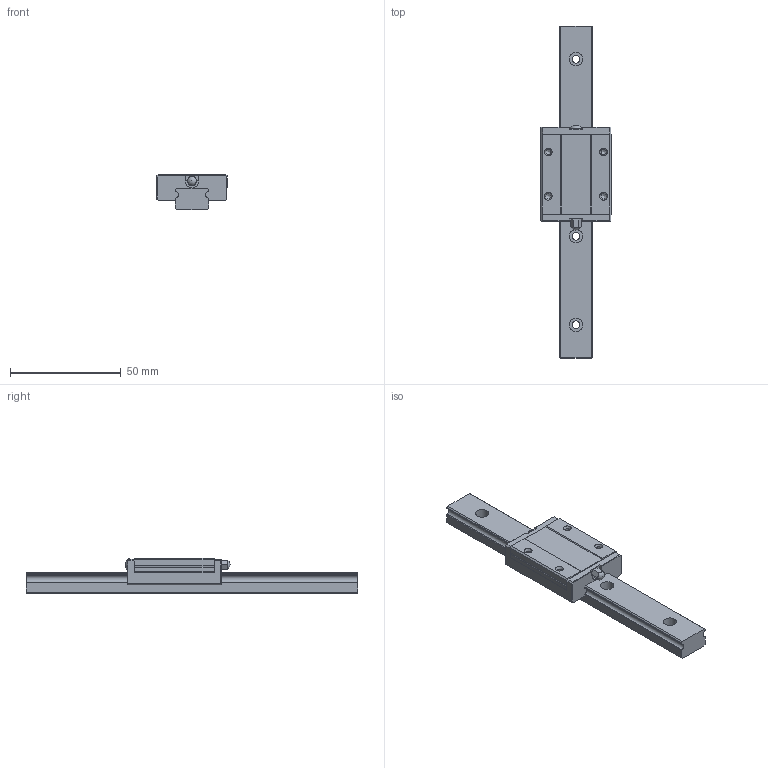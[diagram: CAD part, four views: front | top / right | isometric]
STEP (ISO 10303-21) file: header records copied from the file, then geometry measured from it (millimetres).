
FILE_DESCRIPTION(/* description */ (''),/* implementation_level */ '2;1');
FILE_NAME(/* name */ 'MSC15M-1.stp',/* time_stamp */ '2010-02-25T15:02:23+08:00',/* author */ (''),/* organization */ (''),/* preprocessor_version */ 'ST-DEVELOPER v11',/* originating_system */ 'UGS - NX 5.0',/* authorisation */ '');
FILE_SCHEMA (('CONFIG_CONTROL_DESIGN'));
Length unit declared in the file: millimetre
Products named in the file (1): haywD8D5dtg5
Bounding box: 32 x 150 x 16 mm (x, y, z)
Volume: 32199.6 mm3; surface area: 13280.6 mm2
Topology: 2 solids, 2 shells, 130 faces, 346 edges, 225 vertices
Faces by surface type: plane 92, cylinder 28, cone 8, sphere 2
Full cylindrical faces by diameter (mm): 2.5 x4, 3.5 x4, 5.6 x1, 6 x4
Entity records: 3878 total; most frequent: CARTESIAN_POINT 671, DIRECTION 636, ORIENTED_EDGE 616, EDGE_CURVE 308, LINE 230, VECTOR 230, VERTEX_POINT 214, AXIS2_PLACEMENT_3D 203
